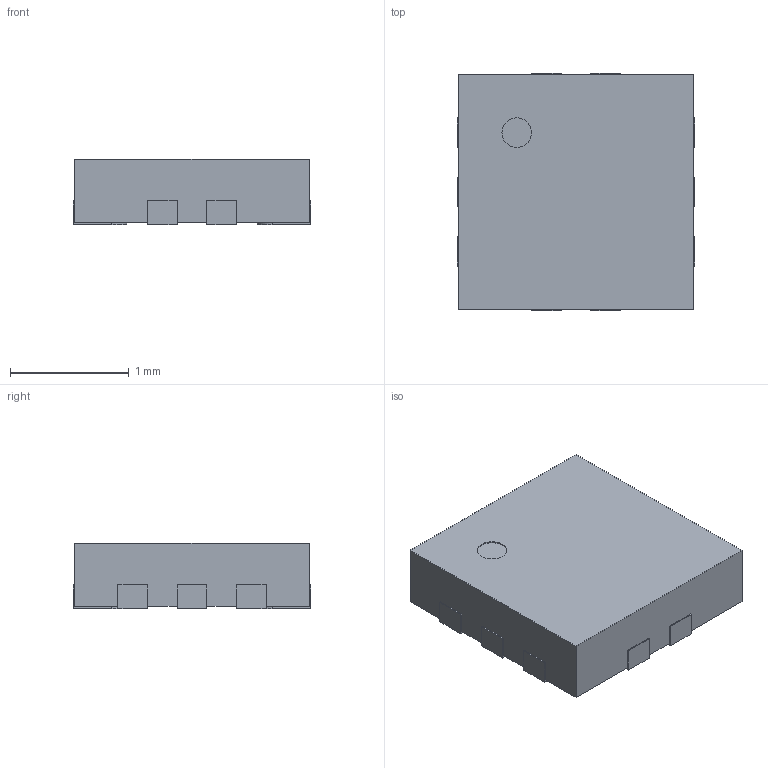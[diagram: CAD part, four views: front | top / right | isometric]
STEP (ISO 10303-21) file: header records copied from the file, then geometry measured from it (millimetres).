
FILE_DESCRIPTION(/* description */ ('model of LFCSP-10_2x2mm_P0.5mm'),/* implementation_level */ '2;1');
FILE_NAME(/* name */ 'LFCSP-10_2x2mm_P0.5mm.step',/* time_stamp */ '2024-03-18T17:39:42',/* author */ ('KiCAD','kicad'),/* organization */ ('OCCT'),/* preprocessor_version */ '',/* originating_system */ 'KiCAD',/* authorisation */ '');
FILE_SCHEMA(('AUTOMOTIVE_DESIGN { 1 0 10303 214 1 1 1 1 }'));
Length unit declared in the file: millimetre
Products named in the file (1): LFCSP-10_2x2mm_P0.5mm
Bounding box: 2 x 2 x 0.55 mm (x, y, z)
Volume: 2.1 mm3; surface area: 12.4 mm2
Topology: 1 solids, 1 shells, 68 faces, 195 edges, 130 vertices
Faces by surface type: plane 57, cylinder 11
Full cylindrical faces by diameter (mm): 0.25 x1
Entity records: 2827 total; most frequent: CARTESIAN_POINT 394, ORIENTED_EDGE 390, DIRECTION 355, EDGE_CURVE 195, LINE 173, VECTOR 173, VERTEX_POINT 130, AXIS2_PLACEMENT_3D 91
